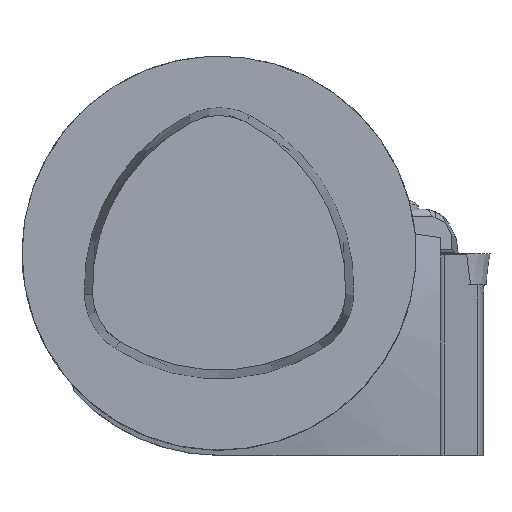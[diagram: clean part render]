
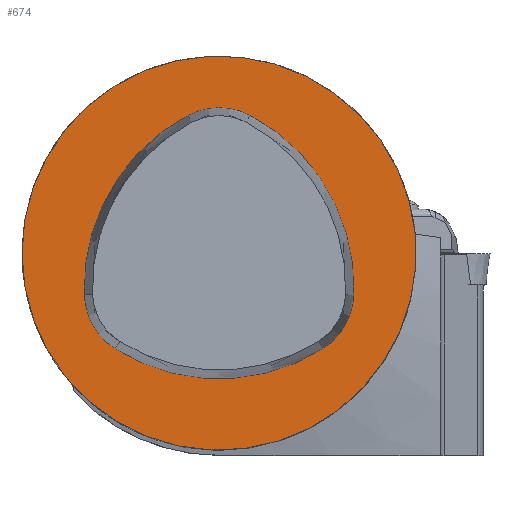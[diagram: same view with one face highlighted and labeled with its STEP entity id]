
A CAD part, top view. The second image highlights one B-rep face of the part: STEP entity #674.
In plain terms, the highlighted planar face has unit normal (0, 0, 1).
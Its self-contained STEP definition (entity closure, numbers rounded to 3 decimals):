
#474=PLANE('',#4759);
#577=FACE_BOUND('',#1185,.T.);
#578=FACE_BOUND('',#1186,.T.);
#674=ADVANCED_FACE('',(#577,#578),#474,.T.);
#1185=EDGE_LOOP('',(#1614));
#1186=EDGE_LOOP('',(#1615,#1616,#1617,#1618,#1619,#1620));
#1451=CIRCLE('',#4747,40.);
#1452=CIRCLE('',#4753,39.5);
#1453=CIRCLE('',#4754,13.5);
#1454=CIRCLE('',#4755,39.5);
#1455=CIRCLE('',#4756,13.5);
#1456=CIRCLE('',#4757,39.5);
#1457=CIRCLE('',#4758,13.5);
#1614=ORIENTED_EDGE('',*,*,#3299,.T.);
#1615=ORIENTED_EDGE('',*,*,#3308,.F.);
#1616=ORIENTED_EDGE('',*,*,#3309,.F.);
#1617=ORIENTED_EDGE('',*,*,#3310,.F.);
#1618=ORIENTED_EDGE('',*,*,#3311,.F.);
#1619=ORIENTED_EDGE('',*,*,#3312,.F.);
#1620=ORIENTED_EDGE('',*,*,#3313,.F.);
#2857=VERTEX_POINT('',#6181);
#2866=VERTEX_POINT('',#6200);
#2867=VERTEX_POINT('',#6201);
#2868=VERTEX_POINT('',#6203);
#2869=VERTEX_POINT('',#6205);
#2870=VERTEX_POINT('',#6207);
#2871=VERTEX_POINT('',#6209);
#3299=EDGE_CURVE('',#2857,#2857,#1451,.T.);
#3308=EDGE_CURVE('',#2866,#2867,#1452,.T.);
#3309=EDGE_CURVE('',#2868,#2866,#1453,.T.);
#3310=EDGE_CURVE('',#2869,#2868,#1454,.T.);
#3311=EDGE_CURVE('',#2870,#2869,#1455,.T.);
#3312=EDGE_CURVE('',#2871,#2870,#1456,.T.);
#3313=EDGE_CURVE('',#2867,#2871,#1457,.T.);
#4747=AXIS2_PLACEMENT_3D('',#6180,#5112,#5113);
#4753=AXIS2_PLACEMENT_3D('',#6199,#5128,#5129);
#4754=AXIS2_PLACEMENT_3D('',#6202,#5130,#5131);
#4755=AXIS2_PLACEMENT_3D('',#6204,#5132,#5133);
#4756=AXIS2_PLACEMENT_3D('',#6206,#5134,#5135);
#4757=AXIS2_PLACEMENT_3D('',#6208,#5136,#5137);
#4758=AXIS2_PLACEMENT_3D('',#6210,#5138,#5139);
#4759=AXIS2_PLACEMENT_3D('',#6211,#5140,#5141);
#5112=DIRECTION('',(0.,0.,1.));
#5113=DIRECTION('',(-1.,0.,0.));
#5128=DIRECTION('',(0.,0.,1.));
#5129=DIRECTION('',(-1.,0.,0.));
#5130=DIRECTION('',(0.,0.,1.));
#5131=DIRECTION('',(-1.,0.,0.));
#5132=DIRECTION('',(0.,0.,1.));
#5133=DIRECTION('',(-1.,0.,0.));
#5134=DIRECTION('',(0.,0.,1.));
#5135=DIRECTION('',(-1.,0.,0.));
#5136=DIRECTION('',(0.,0.,1.));
#5137=DIRECTION('',(-1.,0.,0.));
#5138=DIRECTION('',(0.,0.,1.));
#5139=DIRECTION('',(-1.,0.,0.));
#5140=DIRECTION('',(0.,0.,1.));
#5141=DIRECTION('',(1.,0.,0.));
#6180=CARTESIAN_POINT('',(0.,0.,0.));
#6181=CARTESIAN_POINT('',(-40.,0.,0.));
#6199=CARTESIAN_POINT('',(-12.124,-7.,0.));
#6200=CARTESIAN_POINT('',(27.346,-8.519,0.));
#6201=CARTESIAN_POINT('',(6.295,27.942,0.));
#6202=CARTESIAN_POINT('',(13.856,-8.,0.));
#6203=CARTESIAN_POINT('',(21.051,-19.423,0.));
#6204=CARTESIAN_POINT('',(0.,14.,0.));
#6205=CARTESIAN_POINT('',(-21.051,-19.423,0.));
#6206=CARTESIAN_POINT('',(-13.856,-8.,0.));
#6207=CARTESIAN_POINT('',(-27.346,-8.519,0.));
#6208=CARTESIAN_POINT('',(12.124,-7.,0.));
#6209=CARTESIAN_POINT('',(-6.295,27.942,0.));
#6210=CARTESIAN_POINT('',(0.,16.,0.));
#6211=CARTESIAN_POINT('',(0.,0.,0.));
